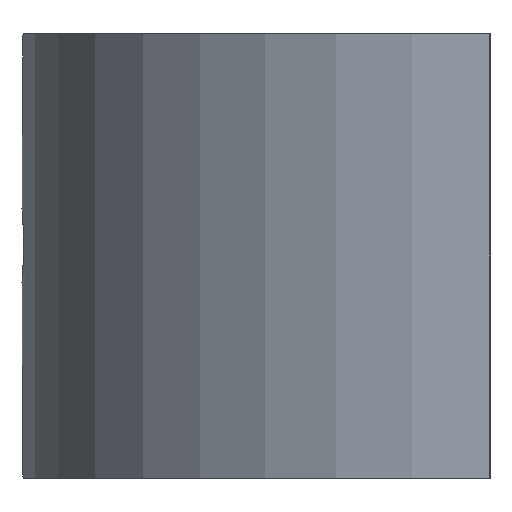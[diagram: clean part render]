
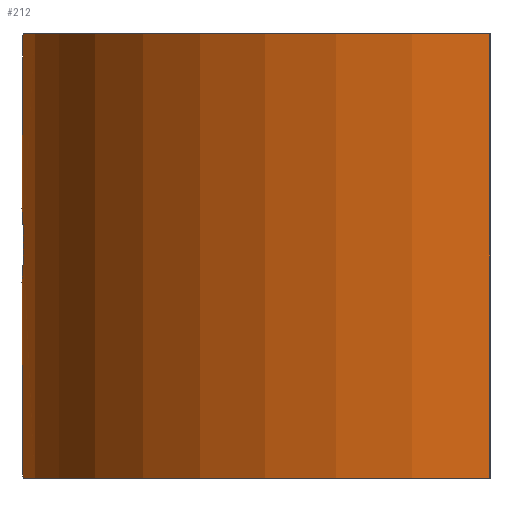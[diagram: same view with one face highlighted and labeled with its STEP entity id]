
A CAD part, left-side view. The second image highlights one B-rep face of the part: STEP entity #212.
In plain terms, the highlighted cylindrical face has radius 20.079 mm (diameter 40.157 mm), a partial arc.
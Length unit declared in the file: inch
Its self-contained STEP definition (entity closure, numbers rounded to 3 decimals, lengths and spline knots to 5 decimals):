
#21=FACE_BOUND('',#48,.T.);
#29=CIRCLE('',#242,0.7905);
#30=CIRCLE('',#243,0.7905);
#36=FACE_OUTER_BOUND('',#47,.T.);
#47=EDGE_LOOP('',(#160,#161,#162,#163));
#48=EDGE_LOOP('',(#164,#165));
#61=LINE('',#401,#78);
#63=LINE('',#409,#80);
#78=VECTOR('',#269,0.3937);
#80=VECTOR('',#277,0.3937);
#93=B_SPLINE_CURVE_WITH_KNOTS('',3,(#314,#315,#316,#317,#318,#319,#320,
#321,#322,#323,#324,#325,#326,#327,#328,#329,#330,#331),.UNSPECIFIED.,.F.,
 .F.,(4,2,2,2,2,2,2,2,4),(0.2393,0.29913,0.35895,
0.41878,0.47861,0.53843,0.59826,
0.65808,0.71791),.UNSPECIFIED.);
#94=B_SPLINE_CURVE_WITH_KNOTS('',3,(#332,#333,#334,#335,#336,#337,#338,
#339,#340,#341,#342,#343,#344,#345,#346,#347,#348,#349,#350),
 .UNSPECIFIED.,.F.,.F.,(4,2,2,2,3,2,2,2,4),(0.71791,0.77774,
0.83756,0.89739,0.95721,1.01704,
1.07686,1.13669,1.19652),.UNSPECIFIED.);
#97=VERTEX_POINT('',#312);
#98=VERTEX_POINT('',#313);
#104=VERTEX_POINT('',#398);
#105=VERTEX_POINT('',#400);
#107=VERTEX_POINT('',#406);
#108=VERTEX_POINT('',#408);
#117=EDGE_CURVE('',#97,#98,#93,.T.);
#118=EDGE_CURVE('',#98,#97,#94,.T.);
#126=EDGE_CURVE('',#104,#105,#61,.T.);
#129=EDGE_CURVE('',#104,#107,#29,.T.);
#130=EDGE_CURVE('',#107,#108,#63,.T.);
#131=EDGE_CURVE('',#105,#108,#30,.T.);
#160=ORIENTED_EDGE('',*,*,#126,.F.);
#161=ORIENTED_EDGE('',*,*,#129,.T.);
#162=ORIENTED_EDGE('',*,*,#130,.T.);
#163=ORIENTED_EDGE('',*,*,#131,.F.);
#164=ORIENTED_EDGE('',*,*,#117,.T.);
#165=ORIENTED_EDGE('',*,*,#118,.T.);
#207=CYLINDRICAL_SURFACE('',#241,0.7905);
#212=ADVANCED_FACE('',(#36,#21),#207,.T.);
#241=AXIS2_PLACEMENT_3D('',#405,#273,#274);
#242=AXIS2_PLACEMENT_3D('',#407,#275,#276);
#243=AXIS2_PLACEMENT_3D('',#410,#278,#279);
#269=DIRECTION('',(0.,0.,1.));
#273=DIRECTION('center_axis',(0.,0.,1.));
#274=DIRECTION('ref_axis',(1.,0.,0.));
#275=DIRECTION('center_axis',(0.,0.,1.));
#276=DIRECTION('ref_axis',(1.,0.,0.));
#277=DIRECTION('',(0.,0.,1.));
#278=DIRECTION('center_axis',(0.,0.,1.));
#279=DIRECTION('ref_axis',(1.,0.,0.));
#312=CARTESIAN_POINT('',(0.,0.7905,0.45595));
#313=CARTESIAN_POINT('',(0.,0.7905,0.33095));
#314=CARTESIAN_POINT('Ctrl Pts',(0.,0.7905,0.45595));
#315=CARTESIAN_POINT('Ctrl Pts',(-0.00785,0.7905,0.45595));
#316=CARTESIAN_POINT('Ctrl Pts',(-0.01622,0.79037,
0.45438));
#317=CARTESIAN_POINT('Ctrl Pts',(-0.03162,0.7899,
0.448));
#318=CARTESIAN_POINT('Ctrl Pts',(-0.03865,0.78957,
0.44319));
#319=CARTESIAN_POINT('Ctrl Pts',(-0.04974,0.78895,
0.43209));
#320=CARTESIAN_POINT('Ctrl Pts',(-0.05455,0.78862,
0.42507));
#321=CARTESIAN_POINT('Ctrl Pts',(-0.06093,0.78815,
0.40967));
#322=CARTESIAN_POINT('Ctrl Pts',(-0.0625,0.78803,0.4013));
#323=CARTESIAN_POINT('Ctrl Pts',(-0.0625,0.78803,0.3856));
#324=CARTESIAN_POINT('Ctrl Pts',(-0.06093,0.78815,
0.37722));
#325=CARTESIAN_POINT('Ctrl Pts',(-0.05455,0.78862,
0.36183));
#326=CARTESIAN_POINT('Ctrl Pts',(-0.04974,0.78895,
0.3548));
#327=CARTESIAN_POINT('Ctrl Pts',(-0.03865,0.78957,
0.34371));
#328=CARTESIAN_POINT('Ctrl Pts',(-0.03162,0.7899,
0.3389));
#329=CARTESIAN_POINT('Ctrl Pts',(-0.01622,0.79037,
0.33252));
#330=CARTESIAN_POINT('Ctrl Pts',(-0.00785,0.7905,0.33095));
#331=CARTESIAN_POINT('Ctrl Pts',(0.,0.7905,0.33095));
#332=CARTESIAN_POINT('Ctrl Pts',(0.,0.7905,0.33095));
#333=CARTESIAN_POINT('Ctrl Pts',(0.00785,0.7905,0.33095));
#334=CARTESIAN_POINT('Ctrl Pts',(0.01622,0.79037,0.33252));
#335=CARTESIAN_POINT('Ctrl Pts',(0.03162,0.7899,0.3389));
#336=CARTESIAN_POINT('Ctrl Pts',(0.03865,0.78957,0.34371));
#337=CARTESIAN_POINT('Ctrl Pts',(0.04974,0.78895,0.3548));
#338=CARTESIAN_POINT('Ctrl Pts',(0.05455,0.78862,0.36183));
#339=CARTESIAN_POINT('Ctrl Pts',(0.06093,0.78815,0.37722));
#340=CARTESIAN_POINT('Ctrl Pts',(0.0625,0.78803,0.3856));
#341=CARTESIAN_POINT('Ctrl Pts',(0.0625,0.78803,0.39345));
#342=CARTESIAN_POINT('Ctrl Pts',(0.0625,0.78803,0.4013));
#343=CARTESIAN_POINT('Ctrl Pts',(0.06093,0.78815,0.40967));
#344=CARTESIAN_POINT('Ctrl Pts',(0.05455,0.78862,0.42507));
#345=CARTESIAN_POINT('Ctrl Pts',(0.04974,0.78895,0.43209));
#346=CARTESIAN_POINT('Ctrl Pts',(0.03865,0.78957,0.44319));
#347=CARTESIAN_POINT('Ctrl Pts',(0.03162,0.7899,0.448));
#348=CARTESIAN_POINT('Ctrl Pts',(0.01622,0.79037,0.45438));
#349=CARTESIAN_POINT('Ctrl Pts',(0.00785,0.7905,0.45595));
#350=CARTESIAN_POINT('Ctrl Pts',(0.,0.7905,0.45595));
#398=CARTESIAN_POINT('',(0.70626,0.35508,0.));
#400=CARTESIAN_POINT('',(0.70626,0.35508,0.75));
#401=CARTESIAN_POINT('',(0.70626,0.35508,0.));
#405=CARTESIAN_POINT('Origin',(0.,0.,0.));
#406=CARTESIAN_POINT('',(-0.7905,0.,0.));
#407=CARTESIAN_POINT('Origin',(0.,0.,0.));
#408=CARTESIAN_POINT('',(-0.7905,0.,0.75));
#409=CARTESIAN_POINT('',(-0.7905,0.,0.));
#410=CARTESIAN_POINT('Origin',(0.,0.,0.75));
